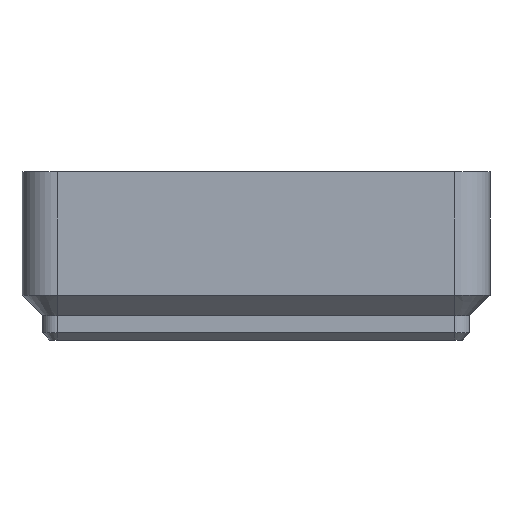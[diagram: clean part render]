
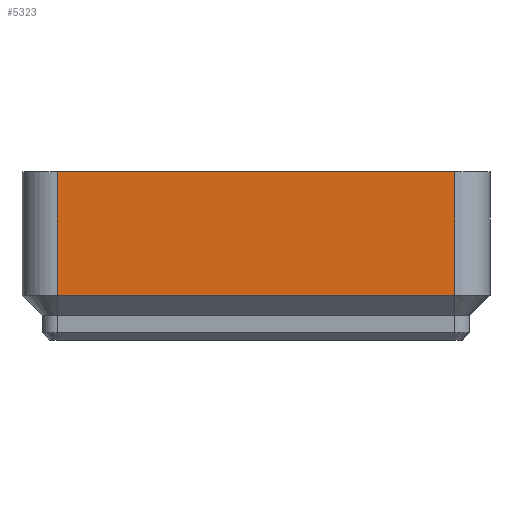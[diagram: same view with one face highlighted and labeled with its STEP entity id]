
A CAD part, front view. The second image highlights one B-rep face of the part: STEP entity #5323.
In plain terms, the highlighted planar face has unit normal (0, -1, 0).
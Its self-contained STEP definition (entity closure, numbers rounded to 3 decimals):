
#309=PLANE('',#5855);
#623=FACE_OUTER_BOUND('',#959,.T.);
#959=EDGE_LOOP('',(#4953,#4954,#4955,#4956));
#1344=LINE('',#8539,#1884);
#1492=LINE('',#8964,#2032);
#1494=LINE('',#8969,#2034);
#1496=LINE('',#8972,#2036);
#1884=VECTOR('',#6945,10.);
#2032=VECTOR('',#7411,10.);
#2034=VECTOR('',#7417,10.);
#2036=VECTOR('',#7421,10.);
#2591=VERTEX_POINT('',#8532);
#2593=VERTEX_POINT('',#8538);
#2701=VERTEX_POINT('',#8961);
#2702=VERTEX_POINT('',#8963);
#3236=EDGE_CURVE('',#2591,#2593,#1344,.T.);
#3446=EDGE_CURVE('',#2702,#2701,#1492,.T.);
#3449=EDGE_CURVE('',#2701,#2593,#1494,.T.);
#3451=EDGE_CURVE('',#2591,#2702,#1496,.T.);
#4953=ORIENTED_EDGE('',*,*,#3451,.T.);
#4954=ORIENTED_EDGE('',*,*,#3446,.T.);
#4955=ORIENTED_EDGE('',*,*,#3449,.T.);
#4956=ORIENTED_EDGE('',*,*,#3236,.F.);
#5323=ADVANCED_FACE('',(#623),#309,.T.);
#5855=AXIS2_PLACEMENT_3D('',#8980,#7433,#7434);
#6945=DIRECTION('',(-1.,0.,0.));
#7411=DIRECTION('',(-1.,0.,0.));
#7417=DIRECTION('',(0.,0.,-1.));
#7421=DIRECTION('',(0.,0.,1.));
#7433=DIRECTION('center_axis',(0.,-1.,0.));
#7434=DIRECTION('ref_axis',(1.,0.,0.));
#8532=CARTESIAN_POINT('',(45.75,0.,-0.25));
#8538=CARTESIAN_POINT('',(3.75,0.,-0.25));
#8539=CARTESIAN_POINT('',(41.5,0.,-0.25));
#8961=CARTESIAN_POINT('',(3.75,0.,12.8));
#8963=CARTESIAN_POINT('',(45.75,0.,12.8));
#8964=CARTESIAN_POINT('',(12.375,0.,12.8));
#8969=CARTESIAN_POINT('',(3.75,0.,0.));
#8972=CARTESIAN_POINT('',(45.75,0.,0.));
#8980=CARTESIAN_POINT('Origin',(0.,0.,0.));
